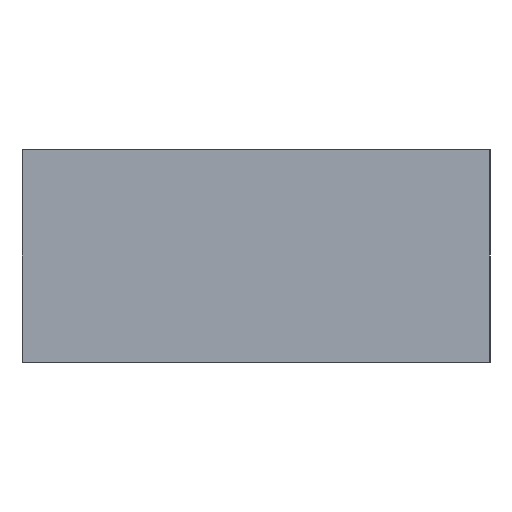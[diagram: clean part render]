
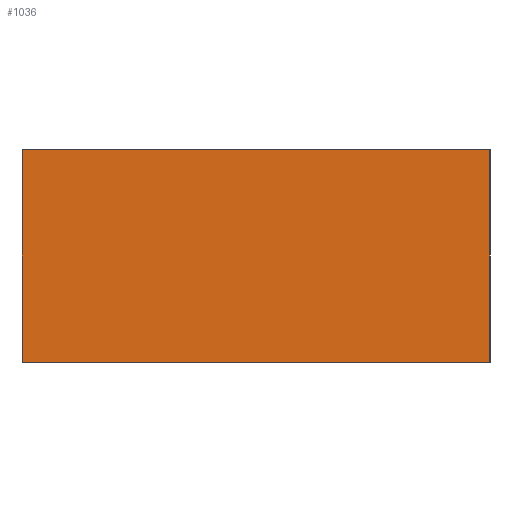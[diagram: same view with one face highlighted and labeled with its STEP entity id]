
A CAD part, front view. The second image highlights one B-rep face of the part: STEP entity #1036.
In plain terms, the highlighted planar face has unit normal (0, -1, 0).
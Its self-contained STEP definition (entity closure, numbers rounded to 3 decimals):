
#33 = EDGE_CURVE ( 'NONE', #709, #344, #624, .T. ) ;
#70 = AXIS2_PLACEMENT_3D ( 'NONE', #876, #1132, #323 ) ;
#84 = VERTEX_POINT ( 'NONE', #994 ) ;
#97 = LINE ( 'NONE', #816, #725 ) ;
#158 = DIRECTION ( 'NONE',  ( 0., 0., 1. ) ) ;
#185 = VECTOR ( 'NONE', #188, 1000. ) ;
#188 = DIRECTION ( 'NONE',  ( 1., 0., 0. ) ) ;
#236 = CARTESIAN_POINT ( 'NONE',  ( 27.21, -136.081, 8. ) ) ;
#273 = ORIENTED_EDGE ( 'NONE', *, *, #1028, .F. ) ;
#295 = EDGE_CURVE ( 'NONE', #577, #344, #97, .T. ) ;
#323 = DIRECTION ( 'NONE',  ( 0., 0., 1. ) ) ;
#344 = VERTEX_POINT ( 'NONE', #1020 ) ;
#415 = LINE ( 'NONE', #236, #483 ) ;
#454 = CARTESIAN_POINT ( 'NONE',  ( 27.21, -136.081, 8. ) ) ;
#483 = VECTOR ( 'NONE', #158, 1000. ) ;
#513 = FACE_OUTER_BOUND ( 'NONE', #883, .T. ) ;
#532 = ORIENTED_EDGE ( 'NONE', *, *, #1172, .T. ) ;
#577 = VERTEX_POINT ( 'NONE', #1038 ) ;
#590 = PLANE ( 'NONE',  #70 ) ;
#624 = LINE ( 'NONE', #640, #1086 ) ;
#630 = CARTESIAN_POINT ( 'NONE',  ( -89.964, -136.081, 0. ) ) ;
#640 = CARTESIAN_POINT ( 'NONE',  ( -89.964, -136.081, 8. ) ) ;
#709 = VERTEX_POINT ( 'NONE', #454 ) ;
#725 = VECTOR ( 'NONE', #960, 1000. ) ;
#790 = ORIENTED_EDGE ( 'NONE', *, *, #33, .F. ) ;
#816 = CARTESIAN_POINT ( 'NONE',  ( 44.863, -136.081, 8. ) ) ;
#819 = DIRECTION ( 'NONE',  ( 1., 0., 0. ) ) ;
#876 = CARTESIAN_POINT ( 'NONE',  ( -89.964, -136.081, 8. ) ) ;
#883 = EDGE_LOOP ( 'NONE', ( #273, #532, #1049, #790 ) ) ;
#960 = DIRECTION ( 'NONE',  ( 0., 0., 1. ) ) ;
#973 = LINE ( 'NONE', #630, #185 ) ;
#994 = CARTESIAN_POINT ( 'NONE',  ( 27.21, -136.081, 0. ) ) ;
#1020 = CARTESIAN_POINT ( 'NONE',  ( 44.863, -136.081, 8. ) ) ;
#1028 = EDGE_CURVE ( 'NONE', #84, #709, #415, .T. ) ;
#1036 = ADVANCED_FACE ( 'NONE', ( #513 ), #590, .F. ) ;
#1038 = CARTESIAN_POINT ( 'NONE',  ( 44.863, -136.081, 0. ) ) ;
#1049 = ORIENTED_EDGE ( 'NONE', *, *, #295, .T. ) ;
#1086 = VECTOR ( 'NONE', #819, 1000. ) ;
#1132 = DIRECTION ( 'NONE',  ( 0., 1., 0. ) ) ;
#1172 = EDGE_CURVE ( 'NONE', #84, #577, #973, .T. ) ;
